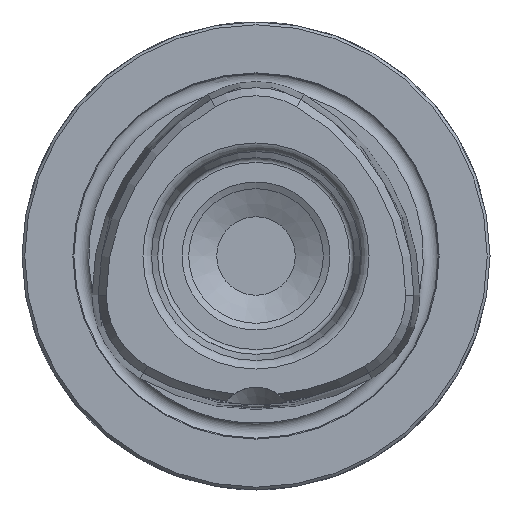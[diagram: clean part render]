
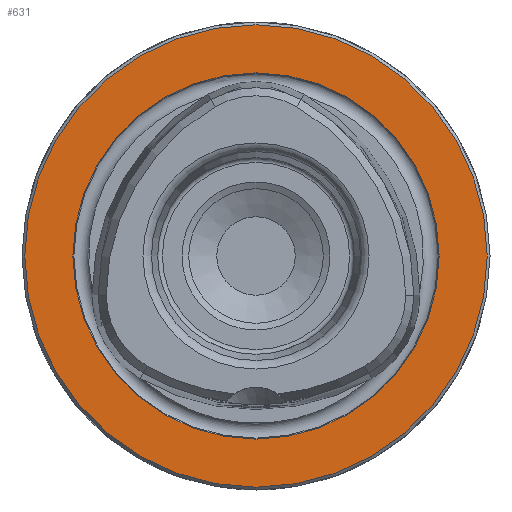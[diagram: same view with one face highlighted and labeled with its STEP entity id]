
A CAD part, left-side view. The second image highlights one B-rep face of the part: STEP entity #631.
In plain terms, the highlighted planar face has unit normal (-1, 0, 0).
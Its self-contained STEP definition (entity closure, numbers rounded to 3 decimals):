
#631 = ADVANCED_FACE( '', ( #1305, #1306 ), #1307, .T. );
#1305 = FACE_OUTER_BOUND( '', #2031, .T. );
#1306 = FACE_BOUND( '', #2032, .T. );
#1307 = PLANE( '', #2033 );
#2031 = EDGE_LOOP( '', ( #3337 ) );
#2032 = EDGE_LOOP( '', ( #3338 ) );
#2033 = AXIS2_PLACEMENT_3D( '', #3339, #3340, #3341 );
#3337 = ORIENTED_EDGE( '', *, *, #4272, .T. );
#3338 = ORIENTED_EDGE( '', *, *, #4273, .F. );
#3339 = CARTESIAN_POINT( '', ( 0., 0., 19.4 ) );
#3340 = DIRECTION( '', ( -1., 0., 0. ) );
#3341 = DIRECTION( '', ( 0., 0., 1. ) );
#4272 = EDGE_CURVE( '', #5090, #5090, #5091, .T. );
#4273 = EDGE_CURVE( '', #5092, #5092, #5093, .T. );
#5090 = VERTEX_POINT( '', #6691 );
#5091 = CIRCLE( '', #6692, 24.7 );
#5092 = VERTEX_POINT( '', #6693 );
#5093 = CIRCLE( '', #6694, 19.564 );
#6691 = CARTESIAN_POINT( '', ( 0., 0., 24.7 ) );
#6692 = AXIS2_PLACEMENT_3D( '', #7478, #7479, #7480 );
#6693 = CARTESIAN_POINT( '', ( 0., 0., 19.564 ) );
#6694 = AXIS2_PLACEMENT_3D( '', #7481, #7482, #7483 );
#7478 = CARTESIAN_POINT( '', ( 0., 0., 0. ) );
#7479 = DIRECTION( '', ( -1., 0., 0. ) );
#7480 = DIRECTION( '', ( 0., 0., 1. ) );
#7481 = CARTESIAN_POINT( '', ( 0., 0., 0. ) );
#7482 = DIRECTION( '', ( -1., 0., 0. ) );
#7483 = DIRECTION( '', ( 0., 0., 1. ) );
